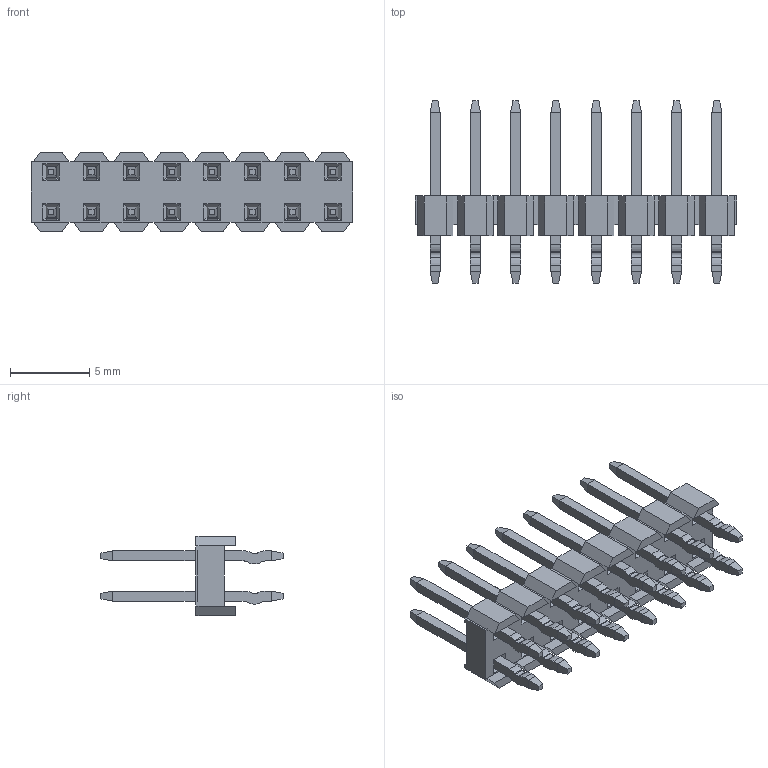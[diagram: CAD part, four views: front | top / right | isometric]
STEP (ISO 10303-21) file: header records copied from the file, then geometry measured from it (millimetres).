
FILE_DESCRIPTION( ('This file contains a STEP AP42 implementation' ,'as created by ZW3D STEP Interface translator.') ,'2;1' );
FILE_NAME( '1125-12XXXXCXXXCXXX.stp' ,'23 329.164817', (''), ('ZWCAD Software Co.'), 'Version 1.0', 'ZW3D to STEP translator', '' );
FILE_SCHEMA(('AUTOMOTIVE_DESIGN { 1 0 10303 214 1 1 1 1 }'));
Length unit declared in the file: millimetre
Products named in the file (2): 0; 1125-12XXXXCXXXC001
Bounding box: 20.32 x 11.5 x 5 mm (x, y, z)
Volume: 240.9 mm3; surface area: 891.2 mm2
Topology: 33 solids, 33 shells, 785 faces, 1912 edges, 1200 vertices
Faces by surface type: plane 689, bspline 96
Entity records: 24476 total; most frequent: CARTESIAN_POINT 5530, ORIENTED_EDGE 3824, DIRECTION 3484, EDGE_CURVE 1912, VECTOR 1720, LINE 1720, VERTEX_POINT 1200, AXIS2_PLACEMENT_3D 882
